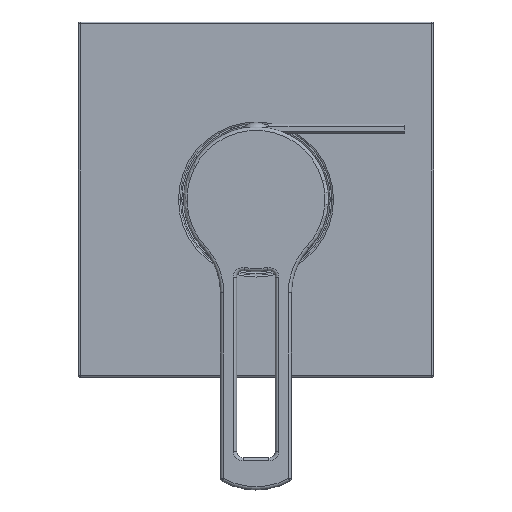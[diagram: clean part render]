
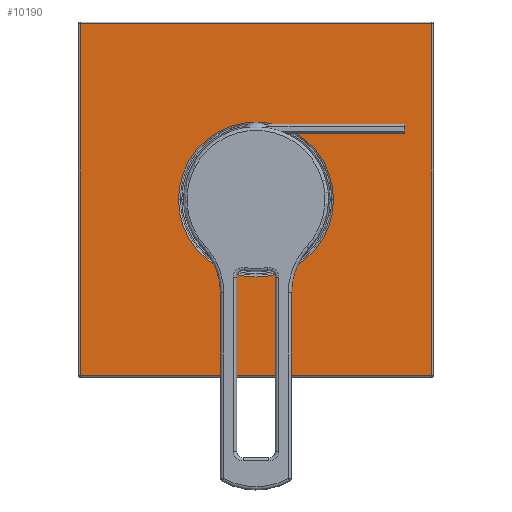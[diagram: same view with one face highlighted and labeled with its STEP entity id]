
A CAD part, top view. The second image highlights one B-rep face of the part: STEP entity #10190.
In plain terms, the highlighted face is planar.
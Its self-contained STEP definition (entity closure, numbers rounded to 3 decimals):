
#9401=DIRECTION('',(0.,0.,-1.));
#9402=VECTOR('',#9401,109.);
#9403=CARTESIAN_POINT('',(54.5,8.,54.5));
#9404=LINE('',#9403,#9402);
#9408=DIRECTION('',(1.,0.,0.));
#9409=VECTOR('',#9408,109.);
#9410=CARTESIAN_POINT('',(-54.5,8.,54.5));
#9411=LINE('',#9410,#9409);
#9415=DIRECTION('',(0.,0.,1.));
#9416=VECTOR('',#9415,109.);
#9417=CARTESIAN_POINT('',(-54.5,8.,-54.5));
#9418=LINE('',#9417,#9416);
#9422=DIRECTION('',(-1.,0.,0.));
#9423=VECTOR('',#9422,109.);
#9424=CARTESIAN_POINT('',(54.5,8.,-54.5));
#9425=LINE('',#9424,#9423);
#9429=CARTESIAN_POINT('',(0.,8.,0.));
#9430=DIRECTION('',(0.,-1.,0.));
#9431=DIRECTION('',(-1.,0.,0.));
#9432=AXIS2_PLACEMENT_3D('',#9429,#9430,#9431);
#9437=CARTESIAN_POINT('',(0.,8.,0.));
#9438=DIRECTION('',(0.,-1.,0.));
#9439=DIRECTION('',(1.,0.,0.));
#9440=AXIS2_PLACEMENT_3D('',#9437,#9438,#9439);
#10009=CARTESIAN_POINT('',(54.5,8.,54.5));
#10010=CARTESIAN_POINT('',(54.5,8.,-54.5));
#10011=VERTEX_POINT('',#10009);
#10012=VERTEX_POINT('',#10010);
#10017=CARTESIAN_POINT('',(-54.5,8.,-54.5));
#10018=VERTEX_POINT('',#10017);
#10023=CARTESIAN_POINT('',(-54.5,8.,54.5));
#10024=VERTEX_POINT('',#10023);
#10081=CARTESIAN_POINT('',(-24.,8.,0.));
#10082=CARTESIAN_POINT('',(24.,8.,0.));
#10083=VERTEX_POINT('',#10081);
#10084=VERTEX_POINT('',#10082);
#10170=CARTESIAN_POINT('',(0.,8.,0.));
#10171=DIRECTION('',(0.,1.,0.));
#10172=DIRECTION('',(1.,0.,0.));
#10173=AXIS2_PLACEMENT_3D('',#10170,#10171,#10172);
#10174=PLANE('',#10173);
#10176=ORIENTED_EDGE('',*,*,#10175,.F.);
#10177=ORIENTED_EDGE('',*,*,#10160,.F.);
#10179=ORIENTED_EDGE('',*,*,#10178,.F.);
#10181=ORIENTED_EDGE('',*,*,#10180,.F.);
#10182=EDGE_LOOP('',(#10176,#10177,#10179,#10181));
#10183=FACE_OUTER_BOUND('',#10182,.F.);
#10185=ORIENTED_EDGE('',*,*,#10184,.F.);
#10187=ORIENTED_EDGE('',*,*,#10186,.F.);
#10188=EDGE_LOOP('',(#10185,#10187));
#10189=FACE_BOUND('',#10188,.F.);
#10190=ADVANCED_FACE('',(#10183,#10189),#10174,.T.);
#9433=CIRCLE('',#9432,24.);
#9441=CIRCLE('',#9440,24.);
#10160=EDGE_CURVE('',#10024,#10011,#9411,.T.);
#10175=EDGE_CURVE('',#10011,#10012,#9404,.T.);
#10178=EDGE_CURVE('',#10018,#10024,#9418,.T.);
#10180=EDGE_CURVE('',#10012,#10018,#9425,.T.);
#10184=EDGE_CURVE('',#10083,#10084,#9433,.T.);
#10186=EDGE_CURVE('',#10084,#10083,#9441,.T.);
